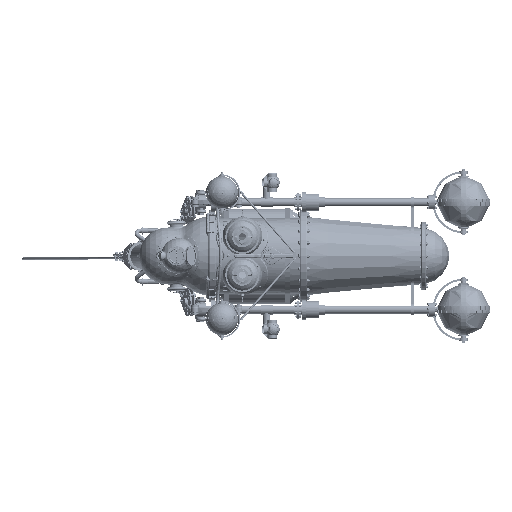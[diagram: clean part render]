
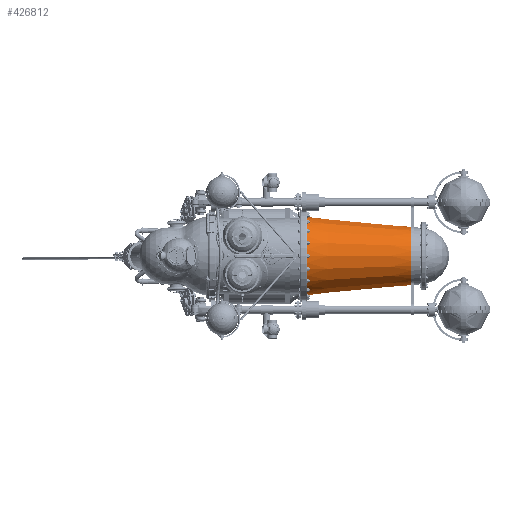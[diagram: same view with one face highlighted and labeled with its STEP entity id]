
A CAD part, top view. The second image highlights one B-rep face of the part: STEP entity #426812.
In plain terms, the highlighted conical face has half-angle 5.476 degrees and reference radius 320 mm.
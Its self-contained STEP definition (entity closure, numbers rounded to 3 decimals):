
#423475 = EDGE_CURVE('',#423476,#423476,#423478,.T.);
#423476 = VERTEX_POINT('',#423477);
#423477 = CARTESIAN_POINT('',(1031.742,0.,
    -276.096));
#423478 = CIRCLE('',#423479,276.096);
#423479 = AXIS2_PLACEMENT_3D('',#423480,#423481,#423482);
#423480 = CARTESIAN_POINT('',(1031.742,0.,0.)
  );
#423481 = DIRECTION('',(-1.,0.,0.));
#423482 = DIRECTION('',(0.,0.,1.));
#423682 = EDGE_CURVE('',#423683,#423683,#423685,.T.);
#423683 = VERTEX_POINT('',#423684);
#423684 = CARTESIAN_POINT('',(47.29,0.,-370.467)
  );
#423685 = CIRCLE('',#423686,370.467);
#423686 = AXIS2_PLACEMENT_3D('',#423687,#423688,#423689);
#423687 = CARTESIAN_POINT('',(47.29,0.,0.));
#423688 = DIRECTION('',(1.,0.,-0.));
#423689 = DIRECTION('',(0.,0.,1.));
#426812 = ADVANCED_FACE('',(#426813),#426824,.T.);
#426813 = FACE_BOUND('',#426814,.T.);
#426814 = EDGE_LOOP('',(#426815,#426816,#426822,#426823));
#426815 = ORIENTED_EDGE('',*,*,#423682,.T.);
#426816 = ORIENTED_EDGE('',*,*,#426817,.T.);
#426817 = EDGE_CURVE('',#423683,#423476,#426818,.T.);
#426818 = LINE('',#426819,#426820);
#426819 = CARTESIAN_POINT('',(573.75,0.,-320.)
  );
#426820 = VECTOR('',#426821,1.);
#426821 = DIRECTION('',(0.995,0.,
    0.095));
#426822 = ORIENTED_EDGE('',*,*,#423475,.T.);
#426823 = ORIENTED_EDGE('',*,*,#426817,.F.);
#426824 = CONICAL_SURFACE('',#426825,320.,0.096
  );
#426825 = AXIS2_PLACEMENT_3D('',#426826,#426827,#426828);
#426826 = CARTESIAN_POINT('',(573.75,0.,0.));
#426827 = DIRECTION('',(-1.,0.,0.));
#426828 = DIRECTION('',(0.,0.,1.));
